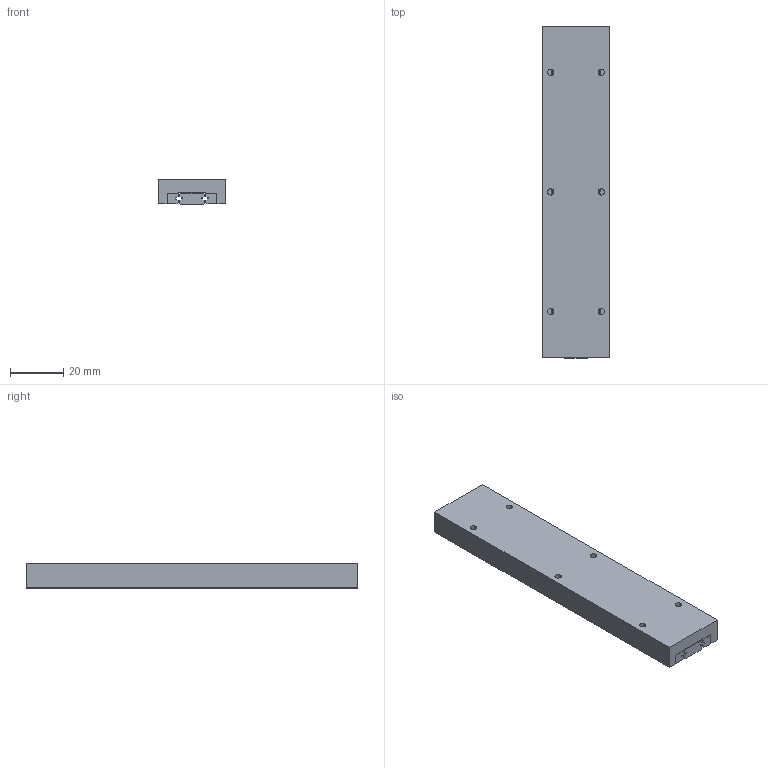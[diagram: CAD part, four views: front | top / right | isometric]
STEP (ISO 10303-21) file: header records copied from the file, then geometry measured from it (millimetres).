
FILE_DESCRIPTION((''),'2;1');
FILE_NAME('LP10-5-4.stp','2003-10-26T15:50:33',('Raul'),(''),'Autodesk Inventor (tm) 5.3','Autodesk Inventor (tm) 5.3','');
FILE_SCHEMA(('CONFIG_CONTROL_DESIGN'));
Length unit declared in the file: inch
Products named in the file (5): LP10-5-4; LP10-5-4 TOP-PLATE; LP10-5-4 RAIL-A; LP10-5-4 RAIL-B; LP10-5-4 PART1
Assembly tree (4 placements, depth 2):
  LP10-5-4
    LP10-5-4 TOP-PLATE
    LP10-5-4 RAIL-A
    LP10-5-4 RAIL-B
    LP10-5-4 PART1
Bounding box: 25.4 x 124.99 x 9.4 mm (x, y, z)
Volume: 27303.3 mm3; surface area: 18481.1 mm2
Topology: 4 solids, 4 shells, 140 faces, 378 edges, 248 vertices
Faces by surface type: bspline 72, plane 68
Entity records: 5893 total; most frequent: CARTESIAN_POINT 1803, ORIENTED_EDGE 756, DIRECTION 660, EDGE_CURVE 378, VECTOR 250, LINE 250, VERTEX_POINT 248, AXIS2_PLACEMENT_3D 205
